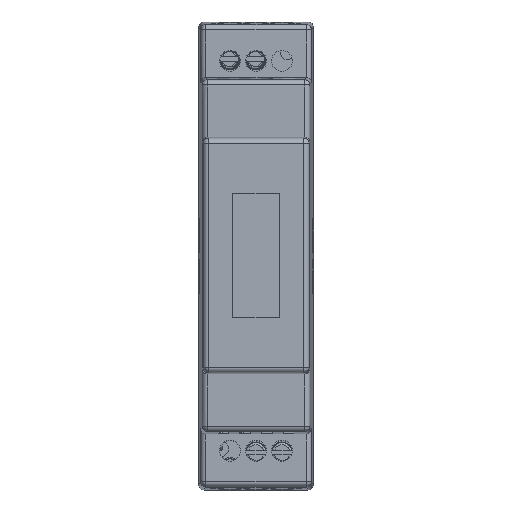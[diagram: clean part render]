
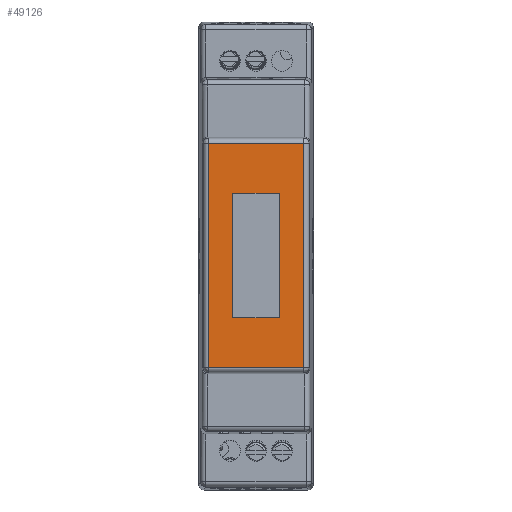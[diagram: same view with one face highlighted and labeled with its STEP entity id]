
A CAD part, top view. The second image highlights one B-rep face of the part: STEP entity #49126.
In plain terms, the highlighted planar face has unit normal (0, 0, 1).
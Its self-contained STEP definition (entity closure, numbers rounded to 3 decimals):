
#500 = VERTEX_POINT ( 'NONE', #31657 ) ;
#2421 = LINE ( 'NONE', #110635, #147044 ) ;
#3254 = CARTESIAN_POINT ( 'NONE',  ( -21.553, 0., 47. ) ) ;
#3569 = DIRECTION ( 'NONE',  ( 1., 0., 0. ) ) ;
#9512 = DIRECTION ( 'NONE',  ( 1., 0., 0. ) ) ;
#9598 = ORIENTED_EDGE ( 'NONE', *, *, #27336, .T. ) ;
#10423 = DIRECTION ( 'NONE',  ( 0., 1., 0. ) ) ;
#11521 = CARTESIAN_POINT ( 'NONE',  ( 0., -4.5, 47. ) ) ;
#12320 = ORIENTED_EDGE ( 'NONE', *, *, #140903, .T. ) ;
#16127 = LINE ( 'NONE', #136033, #50565 ) ;
#17489 = CARTESIAN_POINT ( 'NONE',  ( 12., 0., 47. ) ) ;
#17767 = VECTOR ( 'NONE', #59215, 1000. ) ;
#18160 = ORIENTED_EDGE ( 'NONE', *, *, #68376, .F. ) ;
#22419 = EDGE_LOOP ( 'NONE', ( #93610, #143671, #72585, #153032 ) ) ;
#23740 = EDGE_CURVE ( 'NONE', #56572, #75573, #118980, .T. ) ;
#24349 = CARTESIAN_POINT ( 'NONE',  ( 21.553, 9.197, 47. ) ) ;
#25431 = VERTEX_POINT ( 'NONE', #57557 ) ;
#26456 = EDGE_CURVE ( 'NONE', #135267, #56572, #79150, .T. ) ;
#26671 = VECTOR ( 'NONE', #65119, 1000. ) ;
#27336 = EDGE_CURVE ( 'NONE', #135596, #500, #2421, .T. ) ;
#27911 = VECTOR ( 'NONE', #109571, 1000. ) ;
#30407 = VECTOR ( 'NONE', #10423, 1000. ) ;
#31657 = CARTESIAN_POINT ( 'NONE',  ( 21.553, -9.197, 47. ) ) ;
#36780 = VECTOR ( 'NONE', #9512, 1000. ) ;
#41984 = PLANE ( 'NONE',  #139509 ) ;
#49102 = CARTESIAN_POINT ( 'NONE',  ( -12., 0., 47. ) ) ;
#49126 = ADVANCED_FACE ( 'NONE', ( #147119, #52219 ), #41984, .T. ) ;
#50083 = ORIENTED_EDGE ( 'NONE', *, *, #146650, .T. ) ;
#50565 = VECTOR ( 'NONE', #3569, 1000. ) ;
#52219 = FACE_OUTER_BOUND ( 'NONE', #124382, .T. ) ;
#53766 = DIRECTION ( 'NONE',  ( 0., 0., 1. ) ) ;
#56572 = VERTEX_POINT ( 'NONE', #70211 ) ;
#57557 = CARTESIAN_POINT ( 'NONE',  ( -21.553, 9.197, 47. ) ) ;
#59215 = DIRECTION ( 'NONE',  ( -1., 0., 0. ) ) ;
#63206 = LINE ( 'NONE', #49102, #27911 ) ;
#65119 = DIRECTION ( 'NONE',  ( 0., -1., 0. ) ) ;
#66105 = VERTEX_POINT ( 'NONE', #122756 ) ;
#68376 = EDGE_CURVE ( 'NONE', #25431, #109655, #149013, .T. ) ;
#70211 = CARTESIAN_POINT ( 'NONE',  ( 12., -4.5, 47. ) ) ;
#71312 = LINE ( 'NONE', #119354, #30407 ) ;
#72585 = ORIENTED_EDGE ( 'NONE', *, *, #26456, .T. ) ;
#75200 = DIRECTION ( 'NONE',  ( 1., 0., 0. ) ) ;
#75573 = VERTEX_POINT ( 'NONE', #95481 ) ;
#79150 = LINE ( 'NONE', #17489, #26671 ) ;
#88568 = DIRECTION ( 'NONE',  ( 0., -1., 0. ) ) ;
#92299 = CARTESIAN_POINT ( 'NONE',  ( -21.553, -9.197, 47. ) ) ;
#93610 = ORIENTED_EDGE ( 'NONE', *, *, #129818, .T. ) ;
#95481 = CARTESIAN_POINT ( 'NONE',  ( -12., -4.5, 47. ) ) ;
#98857 = LINE ( 'NONE', #3254, #139627 ) ;
#109571 = DIRECTION ( 'NONE',  ( 0., 1., 0. ) ) ;
#109655 = VERTEX_POINT ( 'NONE', #24349 ) ;
#110635 = CARTESIAN_POINT ( 'NONE',  ( 0., -9.197, 47. ) ) ;
#115057 = EDGE_CURVE ( 'NONE', #66105, #135267, #16127, .T. ) ;
#118848 = CARTESIAN_POINT ( 'NONE',  ( 12., 4.5, 47. ) ) ;
#118980 = LINE ( 'NONE', #11521, #17767 ) ;
#119354 = CARTESIAN_POINT ( 'NONE',  ( 21.553, 0., 47. ) ) ;
#122756 = CARTESIAN_POINT ( 'NONE',  ( -12., 4.5, 47. ) ) ;
#124382 = EDGE_LOOP ( 'NONE', ( #50083, #9598, #12320, #18160 ) ) ;
#129818 = EDGE_CURVE ( 'NONE', #75573, #66105, #63206, .T. ) ;
#135267 = VERTEX_POINT ( 'NONE', #118848 ) ;
#135596 = VERTEX_POINT ( 'NONE', #92299 ) ;
#136033 = CARTESIAN_POINT ( 'NONE',  ( 0., 4.5, 47. ) ) ;
#138828 = CARTESIAN_POINT ( 'NONE',  ( 26.527, 9.197, 47. ) ) ;
#139509 = AXIS2_PLACEMENT_3D ( 'NONE', #147912, #53766, #146386 ) ;
#139627 = VECTOR ( 'NONE', #88568, 1000. ) ;
#140903 = EDGE_CURVE ( 'NONE', #500, #109655, #71312, .T. ) ;
#143671 = ORIENTED_EDGE ( 'NONE', *, *, #115057, .T. ) ;
#146386 = DIRECTION ( 'NONE',  ( 1., 0., 0. ) ) ;
#146650 = EDGE_CURVE ( 'NONE', #25431, #135596, #98857, .T. ) ;
#147044 = VECTOR ( 'NONE', #75200, 1000. ) ;
#147119 = FACE_BOUND ( 'NONE', #22419, .T. ) ;
#147912 = CARTESIAN_POINT ( 'NONE',  ( 0., 0., 47. ) ) ;
#149013 = LINE ( 'NONE', #138828, #36780 ) ;
#153032 = ORIENTED_EDGE ( 'NONE', *, *, #23740, .T. ) ;
